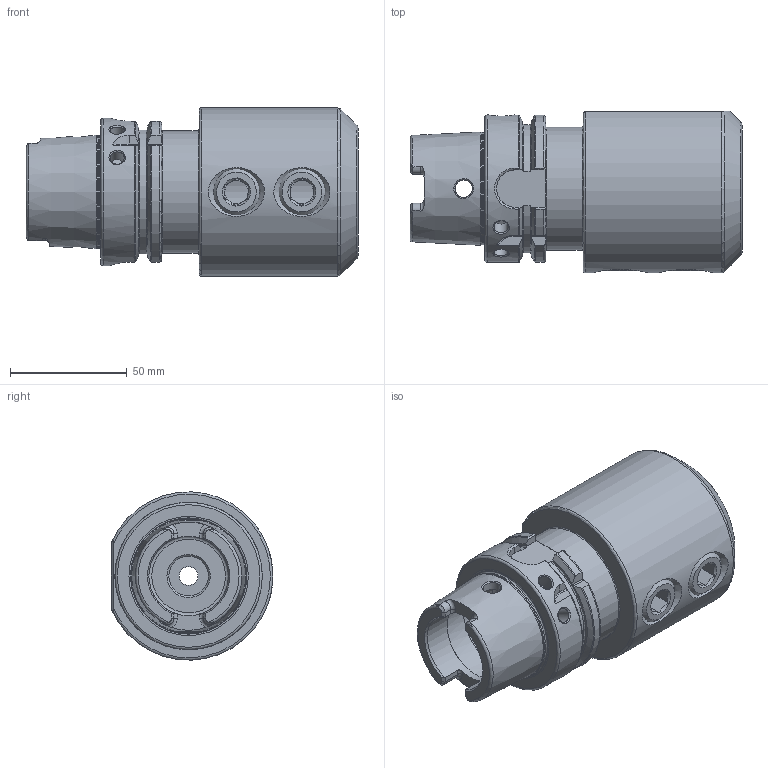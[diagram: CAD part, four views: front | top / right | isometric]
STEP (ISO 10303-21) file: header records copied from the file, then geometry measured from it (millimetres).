
FILE_DESCRIPTION(/* description */ (''),/* implementation_level */ '2;1');
FILE_NAME(/* name */ 'HSK63A-SLA32-110.stp',/* time_stamp */ '2022-02-26T11:36:11+08:00',/* author */ ('Administrator'),/* organization */ (''),/* preprocessor_version */ 'ST-DEVELOPER v18.1',/* originating_system */ 'Autodesk Inventor 2022',/* authorisation */ '');
FILE_SCHEMA (('AUTOMOTIVE_DESIGN { 1 0 10303 214 3 1 1 }'));
Length unit declared in the file: millimetre
Products named in the file (3): HSK63A-SLA32-110; HSK63A-SLA32-110_1; M20-2-20
Assembly tree (3 placements, depth 2):
  HSK63A-SLA32-110
    HSK63A-SLA32-110_1
    M20-2-20  x2
Bounding box: 142 x 69.1 x 71.97 mm (x, y, z)
Volume: 323683.9 mm3; surface area: 55403.7 mm2
Topology: 3 solids, 3 shells, 228 faces, 602 edges, 387 vertices
Faces by surface type: plane 94, cylinder 48, cone 35, torus 33, bspline 18
Full cylindrical faces by diameter (mm): 6 x2, 7.5 x1, 8 x1, 10 x5, 16.917 x1, 18 x2, 19 x1, 20 x2, 20.5 x2, 32 x1, 33 x1, 34 x2, 40 x1, 48.041 x1, 52.5 x1, 63 x1
Entity records: 8327 total; most frequent: CARTESIAN_POINT 3340, ORIENTED_EDGE 1086, DIRECTION 953, EDGE_CURVE 543, AXIS2_PLACEMENT_3D 378, VERTEX_POINT 350, EDGE_LOOP 225, FACE_OUTER_BOUND 206
